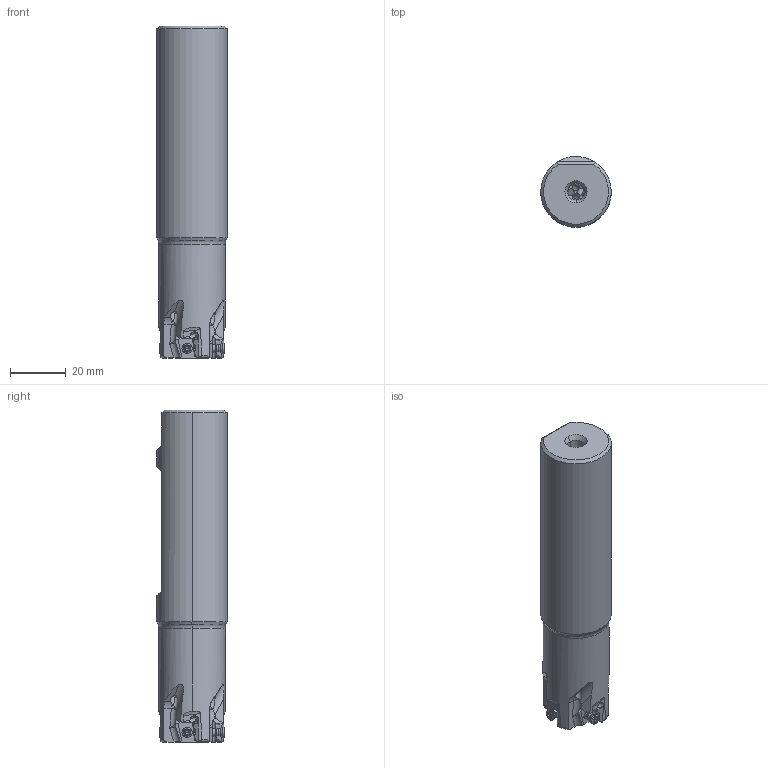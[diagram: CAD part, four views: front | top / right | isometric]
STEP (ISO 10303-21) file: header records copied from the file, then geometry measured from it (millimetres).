
FILE_DESCRIPTION(/* description */ (''),/* implementation_level */ '2;1');
FILE_NAME(/* name */ 'VPX200UR1604FA16S.stp',/* time_stamp */ '2025-07-08T15:59:27+09:00',/* author */ (''),/* organization */ (''),/* preprocessor_version */ 'ST-DEVELOPER v18.101',/* originating_system */ 'SIEMENS PLM Software NX 2011',/* authorisation */ '');
FILE_SCHEMA (('AUTOMOTIVE_DESIGN { 1 0 10303 214 3 1 1 1 }'));
Length unit declared in the file: millimetre
Products named in the file (1): VPX200UR1604FA16S_ASM
Bounding box: 25.4 x 25.4 x 119.45 mm (x, y, z)
Volume: 52212.2 mm3; surface area: 13331.8 mm2
Topology: 5 solids, 5 shells, 420 faces, 1209 edges, 794 vertices
Faces by surface type: cylinder 184, plane 113, cone 61, torus 34, extrusion 12, bspline 8, sphere 8
Entity records: 16558 total; most frequent: CARTESIAN_POINT 5984, ORIENTED_EDGE 2362, DIRECTION 1952, EDGE_CURVE 1181, VERTEX_POINT 787, AXIS2_PLACEMENT_3D 770, B_SPLINE_CURVE_WITH_KNOTS 447, EDGE_LOOP 444
